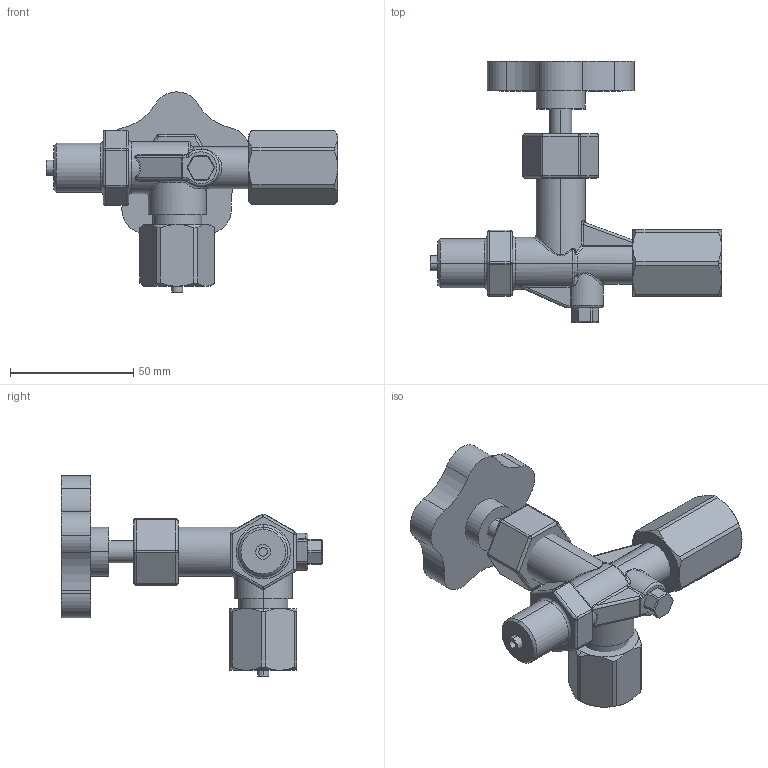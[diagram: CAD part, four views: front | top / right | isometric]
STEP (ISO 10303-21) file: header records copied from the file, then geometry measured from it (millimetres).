
FILE_DESCRIPTION (( 'STEP AP203' ), '1' );
FILE_NAME ('Ventil tlakomer 3-cestny 137517.B.STEP', '2013-02-20T11:20:37', ( 'Uzivatel' ), ( 'HP' ), 'SwSTEP 2.0', 'SolidWorks 2012', '' );
FILE_SCHEMA (( 'CONFIG_CONTROL_DESIGN' ));
Length unit declared in the file: millimetre
Products named in the file (1): Ventil tlakomer 3-cestny 137517.B
Bounding box: 118 x 105.9 x 81.15 mm (x, y, z)
Volume: 124831 mm3; surface area: 33845.9 mm2
Topology: 6 solids, 6 shells, 302 faces, 670 edges, 370 vertices
Faces by surface type: plane 99, cylinder 94, sphere 38, cone 38, bspline 20, torus 13
Entity records: 10059 total; most frequent: CARTESIAN_POINT 3625, DIRECTION 1364, ORIENTED_EDGE 1296, EDGE_CURVE 648, AXIS2_PLACEMENT_3D 555, VERTEX_POINT 370, EDGE_LOOP 316, FACE_OUTER_BOUND 302
